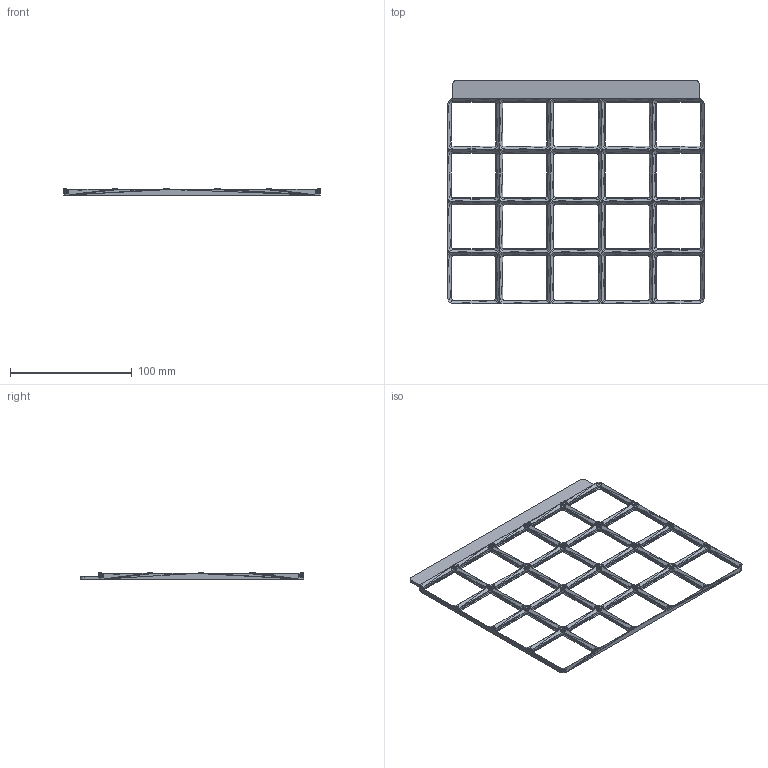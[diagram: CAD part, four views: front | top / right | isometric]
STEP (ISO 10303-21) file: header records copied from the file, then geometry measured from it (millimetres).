
FILE_DESCRIPTION(/* description */ ('STEP AP242','CAx-IF Rec.Pracs.---Representation and Presentation of Product Manufacturing Information (PMI)---4.0---2014-10-13','CAx-IF Rec.Pracs.---3D Tessellated Geometry---0.4---2014-09-14','2;1'),/* implementation_level */ '2;1');
FILE_NAME(/* name */ '65fcbee005d12306efbcb5f0',/* time_stamp */ '2024-03-21T23:12:34Z',/* author */ (''),/* organization */ (''),/* preprocessor_version */ 'ST-DEVELOPER v19.4',/* originating_system */ ' ',/* authorisation */ ' ');
FILE_SCHEMA (('AP242_MANAGED_MODEL_BASED_3D_ENGINEERING_MIM_LF { 1 0 10303 442 1 1 4 }'));
Products named in the file (1): 0
Bounding box: 210 x 183 x 5 mm (x, y, z)
Volume: 32848.8 mm3; surface area: 36427.9 mm2
Topology: 1 solids, 1 shells, 4398 faces, 6613 edges, 2177 vertices
Faces by surface type: plane 4396, cylinder 2
Entity records: 85863 total; most frequent: DIRECTION 15415, ORIENTED_EDGE 13226, CARTESIAN_POINT 13189, EDGE_CURVE 6613, LINE 6609, VECTOR 6609, AXIS2_PLACEMENT_3D 4403, EDGE_LOOP 4398
